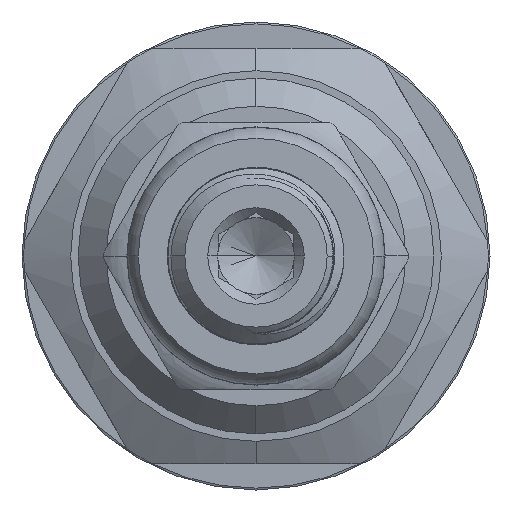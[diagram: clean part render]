
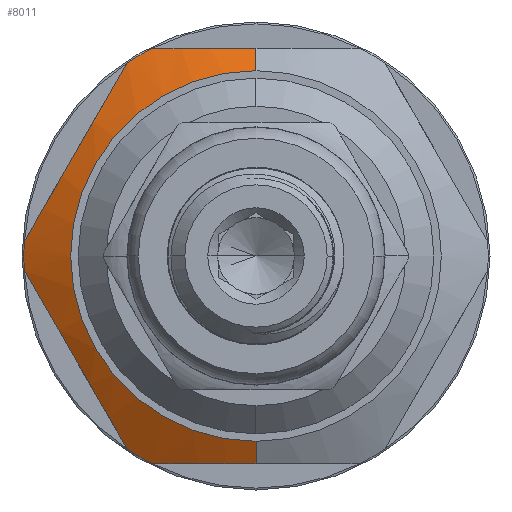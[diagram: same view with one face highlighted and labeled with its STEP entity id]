
A CAD part, left-side view. The second image highlights one B-rep face of the part: STEP entity #8011.
In plain terms, the highlighted conical face has half-angle 60 degrees and reference radius 9.9 mm.
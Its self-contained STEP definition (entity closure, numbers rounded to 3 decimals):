
#536 = AXIS2_PLACEMENT_3D ( 'NONE', #12231, #16073, #8074 ) ;
#599 = LINE ( 'NONE', #941, #2850 ) ;
#933 = CARTESIAN_POINT ( 'NONE',  ( -69.252, 9.148, 6.375 ) ) ;
#941 = CARTESIAN_POINT ( 'NONE',  ( -69.952, 0., -9.9 ) ) ;
#1032 = CARTESIAN_POINT ( 'NONE',  ( -69.253, 0., -11.11 ) ) ;
#1275 = CARTESIAN_POINT ( 'NONE',  ( -69.952, 0., 9.9 ) ) ;
#1310 = LINE ( 'NONE', #15103, #11546 ) ;
#1505 = CIRCLE ( 'NONE', #13763, 9.9 ) ;
#1601 = CARTESIAN_POINT ( 'NONE',  ( -69.183, 10.555, -3.938 ) ) ;
#2133 = CARTESIAN_POINT ( 'NONE',  ( -69.12, 2.321, -11.11 ) ) ;
#2145 = CARTESIAN_POINT ( 'NONE',  ( -68.928, 11.466, 2.36 ) ) ;
#2197 = CARTESIAN_POINT ( 'NONE',  ( -68.737, 4.613, -11.11 ) ) ;
#2208 = VERTEX_POINT ( 'NONE', #10235 ) ;
#2604 = EDGE_CURVE ( 'NONE', #10462, #6422, #1310, .T. ) ;
#2850 = VECTOR ( 'NONE', #13008, 1000. ) ;
#2926 = EDGE_CURVE ( 'NONE', #6422, #5498, #3583, .T. ) ;
#2946 = ORIENTED_EDGE ( 'NONE', *, *, #11273, .F. ) ;
#3255 = CARTESIAN_POINT ( 'NONE',  ( -69.17, 1.854, 11.11 ) ) ;
#3308 = CARTESIAN_POINT ( 'NONE',  ( -69.236, 0.926, 11.11 ) ) ;
#3399 = ORIENTED_EDGE ( 'NONE', *, *, #5753, .T. ) ;
#3534 = CARTESIAN_POINT ( 'NONE',  ( -69.183, 8.688, 7.172 ) ) ;
#3583 = B_SPLINE_CURVE_WITH_KNOTS ( 'NONE', 3,
 ( #15228, #11392, #3308, #3255, #7453, #15283, #8685, #4604 ),
 .UNSPECIFIED., .F., .F.,
 ( 4, 2, 2, 4 ),
 ( 0.016, 0.018, 0.019, 0.022 ),
 .UNSPECIFIED. ) ;
#3636 = ORIENTED_EDGE ( 'NONE', *, *, #16949, .T. ) ;
#3742 = DIRECTION ( 'NONE',  ( 1., 0., 0. ) ) ;
#3896 = ORIENTED_EDGE ( 'NONE', *, *, #4300, .T. ) ;
#4025 = CARTESIAN_POINT ( 'NONE',  ( -69.253, 0., 11.11 ) ) ;
#4300 = EDGE_CURVE ( 'NONE', #5498, #12057, #10900, .T. ) ;
#4336 = CARTESIAN_POINT ( 'NONE',  ( -68.927, 11.47, -2.354 ) ) ;
#4604 = CARTESIAN_POINT ( 'NONE',  ( -68.508, 5.507, 11.11 ) ) ;
#5400 = CONICAL_SURFACE ( 'NONE', #14877, 9.9, 1.047 ) ;
#5498 = VERTEX_POINT ( 'NONE', #12462 ) ;
#5616 = CARTESIAN_POINT ( 'NONE',  ( -69.252, 10.095, -4.735 ) ) ;
#5670 = CARTESIAN_POINT ( 'NONE',  ( -69.186, 8.699, -7.153 ) ) ;
#5753 = EDGE_CURVE ( 'NONE', #16664, #6979, #15881, .T. ) ;
#5970 = B_SPLINE_CURVE_WITH_KNOTS ( 'NONE', 3,
 ( #10209, #2197, #10024, #2133, #14115, #15451, #11441, #14172 ),
 .UNSPECIFIED., .F., .F.,
 ( 4, 2, 2, 4 ),
 ( 0.007, 0.009, 0.011, 0.012 ),
 .UNSPECIFIED. ) ;
#6264 = ORIENTED_EDGE ( 'NONE', *, *, #10312, .T. ) ;
#6401 = ORIENTED_EDGE ( 'NONE', *, *, #2926, .T. ) ;
#6422 = VERTEX_POINT ( 'NONE', #4025 ) ;
#6649 = FACE_OUTER_BOUND ( 'NONE', #11378, .T. ) ;
#6671 = ORIENTED_EDGE ( 'NONE', *, *, #15590, .T. ) ;
#6934 = DIRECTION ( 'NONE',  ( 0.5, 0., 0.866 ) ) ;
#6943 = DIRECTION ( 'NONE',  ( -1., 0., 0. ) ) ;
#6979 = VERTEX_POINT ( 'NONE', #12904 ) ;
#7015 = CARTESIAN_POINT ( 'NONE',  ( -68.508, 6.868, -10.324 ) ) ;
#7044 = ORIENTED_EDGE ( 'NONE', *, *, #8545, .T. ) ;
#7266 = AXIS2_PLACEMENT_3D ( 'NONE', #13632, #14959, #11011 ) ;
#7397 = CARTESIAN_POINT ( 'NONE',  ( -68.508, 12.375, 0.786 ) ) ;
#7453 = CARTESIAN_POINT ( 'NONE',  ( -69.12, 2.321, 11.11 ) ) ;
#7486 = CARTESIAN_POINT ( 'NONE',  ( -69.952, 0., 0. ) ) ;
#7495 = DIRECTION ( 'NONE',  ( 0., 0., 1. ) ) ;
#7693 = CIRCLE ( 'NONE', #10543, 12.4 ) ;
#7794 = ORIENTED_EDGE ( 'NONE', *, *, #2604, .T. ) ;
#8011 = ADVANCED_FACE ( 'NONE', ( #6649 ), #5400, .T. ) ;
#8074 = DIRECTION ( 'NONE',  ( 0., 0., -1. ) ) ;
#8219 = CARTESIAN_POINT ( 'NONE',  ( -68.508, 6.868, -10.324 ) ) ;
#8303 = CARTESIAN_POINT ( 'NONE',  ( -68.928, 7.777, -8.75 ) ) ;
#8545 = EDGE_CURVE ( 'NONE', #12836, #2208, #7693, .T. ) ;
#8657 = B_SPLINE_CURVE_WITH_KNOTS ( 'NONE', 3,
 ( #10895, #9767, #4336, #1601, #5616, #14956, #5670, #8303, #15010, #7015 ),
 .UNSPECIFIED., .F., .F.,
 ( 4, 2, 2, 2, 4 ),
 ( 0., 0.003, 0.006, 0.008, 0.011 ),
 .UNSPECIFIED. ) ;
#8685 = CARTESIAN_POINT ( 'NONE',  ( -68.737, 4.613, 11.11 ) ) ;
#9215 = VERTEX_POINT ( 'NONE', #1032 ) ;
#9635 = DIRECTION ( 'NONE',  ( 0., 0., -1. ) ) ;
#9767 = CARTESIAN_POINT ( 'NONE',  ( -68.74, 11.923, -1.568 ) ) ;
#10024 = CARTESIAN_POINT ( 'NONE',  ( -68.925, 3.706, -11.11 ) ) ;
#10119 = CARTESIAN_POINT ( 'NONE',  ( -68.508, 12.375, 0.786 ) ) ;
#10209 = CARTESIAN_POINT ( 'NONE',  ( -68.508, 5.507, -11.11 ) ) ;
#10235 = CARTESIAN_POINT ( 'NONE',  ( -68.508, 12.375, -0.786 ) ) ;
#10312 = EDGE_CURVE ( 'NONE', #12057, #12836, #16252, .T. ) ;
#10381 = ORIENTED_EDGE ( 'NONE', *, *, #15263, .F. ) ;
#10462 = VERTEX_POINT ( 'NONE', #1275 ) ;
#10473 = DIRECTION ( 'NONE',  ( 0., 0., -1. ) ) ;
#10543 = AXIS2_PLACEMENT_3D ( 'NONE', #13559, #6943, #9635 ) ;
#10895 = CARTESIAN_POINT ( 'NONE',  ( -68.508, 12.375, -0.786 ) ) ;
#10900 = CIRCLE ( 'NONE', #536, 12.4 ) ;
#11011 = DIRECTION ( 'NONE',  ( 0., 0., -1. ) ) ;
#11273 = EDGE_CURVE ( 'NONE', #13227, #9215, #599, .T. ) ;
#11378 = EDGE_LOOP ( 'NONE', ( #10381, #7794, #6401, #3896, #6264, #7044, #6671, #3399, #3636, #2946 ) ) ;
#11392 = CARTESIAN_POINT ( 'NONE',  ( -69.253, 0.463, 11.11 ) ) ;
#11441 = CARTESIAN_POINT ( 'NONE',  ( -69.253, 0.463, -11.11 ) ) ;
#11448 = CARTESIAN_POINT ( 'NONE',  ( -68.508, 6.868, 10.324 ) ) ;
#11546 = VECTOR ( 'NONE', #6934, 1000. ) ;
#12057 = VERTEX_POINT ( 'NONE', #17074 ) ;
#12231 = CARTESIAN_POINT ( 'NONE',  ( -68.508, 0., 0. ) ) ;
#12462 = CARTESIAN_POINT ( 'NONE',  ( -68.508, 5.507, 11.11 ) ) ;
#12722 = CARTESIAN_POINT ( 'NONE',  ( -68.927, 7.774, 8.756 ) ) ;
#12836 = VERTEX_POINT ( 'NONE', #10119 ) ;
#12874 = DIRECTION ( 'NONE',  ( -1., 0., 0. ) ) ;
#12904 = CARTESIAN_POINT ( 'NONE',  ( -68.508, 5.507, -11.11 ) ) ;
#12952 = CARTESIAN_POINT ( 'NONE',  ( -69.254, 10.076, 4.768 ) ) ;
#13008 = DIRECTION ( 'NONE',  ( 0.5, 0., -0.866 ) ) ;
#13227 = VERTEX_POINT ( 'NONE', #13265 ) ;
#13265 = CARTESIAN_POINT ( 'NONE',  ( -69.952, 0., -9.9 ) ) ;
#13559 = CARTESIAN_POINT ( 'NONE',  ( -68.508, 0., 0. ) ) ;
#13632 = CARTESIAN_POINT ( 'NONE',  ( -68.508, 0., 0. ) ) ;
#13763 = AXIS2_PLACEMENT_3D ( 'NONE', #13989, #12874, #7495 ) ;
#13989 = CARTESIAN_POINT ( 'NONE',  ( -69.952, 0., 0. ) ) ;
#14068 = CARTESIAN_POINT ( 'NONE',  ( -68.74, 11.923, 1.57 ) ) ;
#14115 = CARTESIAN_POINT ( 'NONE',  ( -69.17, 1.854, -11.11 ) ) ;
#14172 = CARTESIAN_POINT ( 'NONE',  ( -69.253, 0., -11.11 ) ) ;
#14292 = CARTESIAN_POINT ( 'NONE',  ( -68.74, 7.32, 9.542 ) ) ;
#14877 = AXIS2_PLACEMENT_3D ( 'NONE', #7486, #3742, #10473 ) ;
#14956 = CARTESIAN_POINT ( 'NONE',  ( -69.254, 9.167, -6.342 ) ) ;
#14959 = DIRECTION ( 'NONE',  ( -1., 0., 0. ) ) ;
#15010 = CARTESIAN_POINT ( 'NONE',  ( -68.74, 7.321, -9.54 ) ) ;
#15103 = CARTESIAN_POINT ( 'NONE',  ( -69.952, 0., 9.9 ) ) ;
#15228 = CARTESIAN_POINT ( 'NONE',  ( -69.253, 0., 11.11 ) ) ;
#15263 = EDGE_CURVE ( 'NONE', #10462, #13227, #1505, .T. ) ;
#15283 = CARTESIAN_POINT ( 'NONE',  ( -68.925, 3.706, 11.11 ) ) ;
#15451 = CARTESIAN_POINT ( 'NONE',  ( -69.236, 0.926, -11.11 ) ) ;
#15590 = EDGE_CURVE ( 'NONE', #2208, #16664, #8657, .T. ) ;
#15881 = CIRCLE ( 'NONE', #7266, 12.4 ) ;
#16073 = DIRECTION ( 'NONE',  ( -1., 0., 0. ) ) ;
#16252 = B_SPLINE_CURVE_WITH_KNOTS ( 'NONE', 3,
 ( #11448, #14292, #12722, #3534, #933, #12952, #16974, #2145, #14068, #7397 ),
 .UNSPECIFIED., .F., .F.,
 ( 4, 2, 2, 2, 4 ),
 ( 0., 0.003, 0.006, 0.008, 0.011 ),
 .UNSPECIFIED. ) ;
#16664 = VERTEX_POINT ( 'NONE', #8219 ) ;
#16949 = EDGE_CURVE ( 'NONE', #6979, #9215, #5970, .T. ) ;
#16974 = CARTESIAN_POINT ( 'NONE',  ( -69.186, 10.544, 3.957 ) ) ;
#17074 = CARTESIAN_POINT ( 'NONE',  ( -68.508, 6.868, 10.324 ) ) ;
